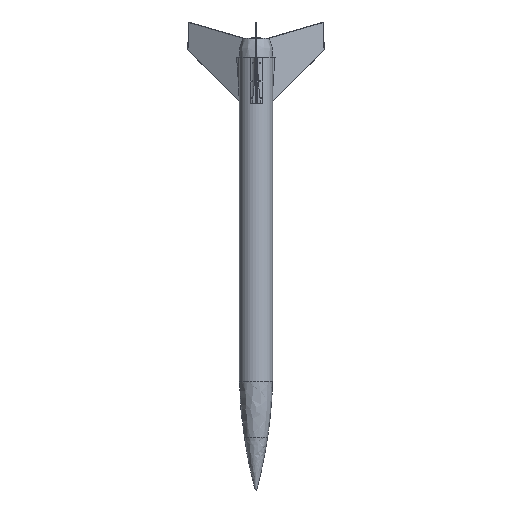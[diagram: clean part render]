
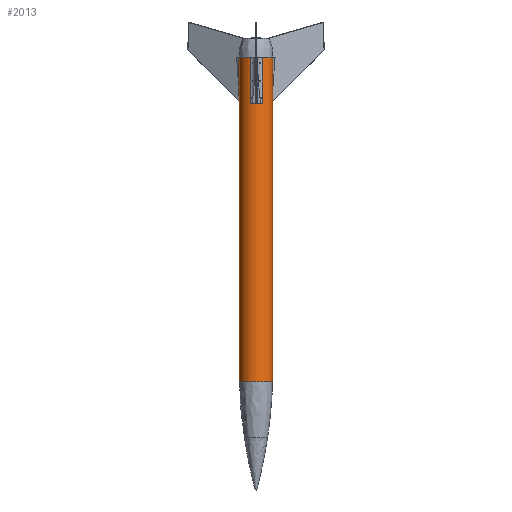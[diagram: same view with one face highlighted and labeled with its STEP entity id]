
A CAD part, left-side view. The second image highlights one B-rep face of the part: STEP entity #2013.
In plain terms, the highlighted cylindrical face has radius 60 mm (diameter 120 mm), a full revolution.
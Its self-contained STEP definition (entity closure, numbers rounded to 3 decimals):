
#130=FACE_BOUND('',#433,.T.);
#299=FACE_OUTER_BOUND('',#432,.T.);
#432=EDGE_LOOP('',(#1685,#1686,#1687,#1688));
#433=EDGE_LOOP('',(#1689,#1690,#1691,#1692,#1693,#1694,#1695,#1696));
#533=CIRCLE('',#2276,60.);
#535=CIRCLE('',#2282,60.);
#538=CIRCLE('',#2288,60.);
#539=CIRCLE('',#2289,60.);
#616=B_SPLINE_CURVE_WITH_KNOTS('',3,(#5024,#5025,#5026,#5027,#5028,#5029,
#5030,#5031,#5032,#5033,#5034,#5035,#5036,#5037),.UNSPECIFIED.,.F.,.F.,
(4,2,2,2,2,2,4),(0.866,1.135,1.404,1.593,
1.687,1.782,1.782),.UNSPECIFIED.);
#618=B_SPLINE_CURVE_WITH_KNOTS('',3,(#5063,#5064,#5065,#5066,#5067,#5068,
#5069,#5070,#5071,#5072,#5073,#5074,#5075,#5076,#5077),.UNSPECIFIED.,.F.,
 .F.,(4,3,2,2,2,2,4),(0.,0.,0.094,0.189,
0.378,0.647,0.915),.UNSPECIFIED.);
#620=B_SPLINE_CURVE_WITH_KNOTS('',3,(#5103,#5104,#5105,#5106,#5107,#5108,
#5109,#5110,#5111,#5112,#5113,#5114,#5115,#5116),.UNSPECIFIED.,.F.,.F.,
(4,2,2,2,2,2,4),(1.782,1.782,1.876,1.97,
2.159,2.428,2.697),.UNSPECIFIED.);
#622=B_SPLINE_CURVE_WITH_KNOTS('',3,(#5138,#5139,#5140,#5141,#5142,#5143,
#5144,#5145,#5146,#5147,#5148,#5149,#5150,#5151),.UNSPECIFIED.,.F.,.F.,
(4,2,2,2,2,2,4),(-0.915,-0.915,-0.647,
-0.378,-0.189,-0.094,0.),
 .UNSPECIFIED.);
#725=LINE('',#5005,#836);
#731=LINE('',#5083,#842);
#736=LINE('',#5162,#847);
#836=VECTOR('',#2660,10.);
#842=VECTOR('',#2678,10.);
#847=VECTOR('',#2703,60.);
#979=VERTEX_POINT('',#5002);
#980=VERTEX_POINT('',#5004);
#982=VERTEX_POINT('',#5023);
#984=VERTEX_POINT('',#5042);
#986=VERTEX_POINT('',#5062);
#988=VERTEX_POINT('',#5082);
#990=VERTEX_POINT('',#5101);
#992=VERTEX_POINT('',#5120);
#995=VERTEX_POINT('',#5159);
#996=VERTEX_POINT('',#5161);
#1217=EDGE_CURVE('',#980,#979,#725,.T.);
#1220=EDGE_CURVE('',#982,#980,#616,.T.);
#1223=EDGE_CURVE('',#984,#982,#533,.T.);
#1226=EDGE_CURVE('',#986,#984,#618,.T.);
#1229=EDGE_CURVE('',#988,#986,#731,.T.);
#1233=EDGE_CURVE('',#979,#990,#620,.T.);
#1236=EDGE_CURVE('',#990,#992,#535,.T.);
#1238=EDGE_CURVE('',#992,#988,#622,.T.);
#1242=EDGE_CURVE('',#995,#995,#538,.T.);
#1243=EDGE_CURVE('',#995,#996,#736,.T.);
#1244=EDGE_CURVE('',#996,#996,#539,.T.);
#1685=ORIENTED_EDGE('',*,*,#1242,.F.);
#1686=ORIENTED_EDGE('',*,*,#1243,.T.);
#1687=ORIENTED_EDGE('',*,*,#1244,.F.);
#1688=ORIENTED_EDGE('',*,*,#1243,.F.);
#1689=ORIENTED_EDGE('',*,*,#1229,.T.);
#1690=ORIENTED_EDGE('',*,*,#1226,.T.);
#1691=ORIENTED_EDGE('',*,*,#1223,.T.);
#1692=ORIENTED_EDGE('',*,*,#1220,.T.);
#1693=ORIENTED_EDGE('',*,*,#1217,.T.);
#1694=ORIENTED_EDGE('',*,*,#1233,.T.);
#1695=ORIENTED_EDGE('',*,*,#1236,.T.);
#1696=ORIENTED_EDGE('',*,*,#1238,.T.);
#1921=CYLINDRICAL_SURFACE('',#2287,60.);
#2013=ADVANCED_FACE('',(#299,#130),#1921,.T.);
#2276=AXIS2_PLACEMENT_3D('',#5043,#2669,#2670);
#2282=AXIS2_PLACEMENT_3D('',#5122,#2688,#2689);
#2287=AXIS2_PLACEMENT_3D('',#5158,#2699,#2700);
#2288=AXIS2_PLACEMENT_3D('',#5160,#2701,#2702);
#2289=AXIS2_PLACEMENT_3D('',#5163,#2704,#2705);
#2660=DIRECTION('',(0.,0.,-1.));
#2669=DIRECTION('center_axis',(0.,0.,1.));
#2670=DIRECTION('ref_axis',(1.,0.,0.));
#2678=DIRECTION('',(0.,0.,1.));
#2688=DIRECTION('center_axis',(0.,0.,-1.));
#2689=DIRECTION('ref_axis',(1.,0.,0.));
#2699=DIRECTION('center_axis',(0.,0.,-1.));
#2700=DIRECTION('ref_axis',(1.,0.,0.));
#2701=DIRECTION('center_axis',(0.,0.,-1.));
#2702=DIRECTION('ref_axis',(1.,0.,0.));
#2703=DIRECTION('',(0.,0.,1.));
#2704=DIRECTION('center_axis',(0.,0.,1.));
#2705=DIRECTION('ref_axis',(1.,0.,0.));
#5002=CARTESIAN_POINT('',(39.686,45.,-670.));
#5004=CARTESIAN_POINT('',(39.686,45.,-455.));
#5005=CARTESIAN_POINT('',(39.686,45.,0.));
#5023=CARTESIAN_POINT('',(44.721,40.,-450.));
#5024=CARTESIAN_POINT('Ctrl Pts',(44.721,40.,-450.));
#5025=CARTESIAN_POINT('Ctrl Pts',(44.124,40.668,-450.));
#5026=CARTESIAN_POINT('Ctrl Pts',(43.462,41.375,-450.14));
#5027=CARTESIAN_POINT('Ctrl Pts',(42.179,42.682,-450.72));
#5028=CARTESIAN_POINT('Ctrl Pts',(41.557,43.284,-451.159));
#5029=CARTESIAN_POINT('Ctrl Pts',(40.681,44.105,-452.1));
#5030=CARTESIAN_POINT('Ctrl Pts',(40.329,44.426,-452.596));
#5031=CARTESIAN_POINT('Ctrl Pts',(39.954,44.762,-453.447));
#5032=CARTESIAN_POINT('Ctrl Pts',(39.855,44.851,-453.748));
#5033=CARTESIAN_POINT('Ctrl Pts',(39.721,44.97,-454.367));
#5034=CARTESIAN_POINT('Ctrl Pts',(39.686,45.,-454.685));
#5035=CARTESIAN_POINT('Ctrl Pts',(39.686,45.,-455.));
#5036=CARTESIAN_POINT('Ctrl Pts',(39.686,45.,-455.));
#5037=CARTESIAN_POINT('Ctrl Pts',(39.686,45.,-455.));
#5042=CARTESIAN_POINT('',(44.721,-40.,-450.));
#5043=CARTESIAN_POINT('Origin',(0.,0.,-450.));
#5062=CARTESIAN_POINT('',(39.686,-45.,-455.));
#5063=CARTESIAN_POINT('Ctrl Pts',(39.686,-45.,-455.));
#5064=CARTESIAN_POINT('Ctrl Pts',(39.686,-45.,-455.));
#5065=CARTESIAN_POINT('Ctrl Pts',(39.686,-45.,-455.));
#5066=CARTESIAN_POINT('Ctrl Pts',(39.686,-45.,-455.));
#5067=CARTESIAN_POINT('Ctrl Pts',(39.686,-45.,-454.685));
#5068=CARTESIAN_POINT('Ctrl Pts',(39.721,-44.97,-454.367));
#5069=CARTESIAN_POINT('Ctrl Pts',(39.855,-44.851,-453.748));
#5070=CARTESIAN_POINT('Ctrl Pts',(39.954,-44.762,-453.447));
#5071=CARTESIAN_POINT('Ctrl Pts',(40.329,-44.426,-452.596));
#5072=CARTESIAN_POINT('Ctrl Pts',(40.681,-44.105,-452.1));
#5073=CARTESIAN_POINT('Ctrl Pts',(41.557,-43.284,-451.159));
#5074=CARTESIAN_POINT('Ctrl Pts',(42.179,-42.682,-450.72));
#5075=CARTESIAN_POINT('Ctrl Pts',(43.462,-41.375,-450.14));
#5076=CARTESIAN_POINT('Ctrl Pts',(44.124,-40.668,-450.));
#5077=CARTESIAN_POINT('Ctrl Pts',(44.721,-40.,-450.));
#5082=CARTESIAN_POINT('',(39.686,-45.,-670.));
#5083=CARTESIAN_POINT('',(39.686,-45.,0.));
#5101=CARTESIAN_POINT('',(44.721,40.,-675.));
#5103=CARTESIAN_POINT('Ctrl Pts',(39.686,45.,-670.));
#5104=CARTESIAN_POINT('Ctrl Pts',(39.686,45.,-670.));
#5105=CARTESIAN_POINT('Ctrl Pts',(39.686,45.,-670.));
#5106=CARTESIAN_POINT('Ctrl Pts',(39.686,45.,-670.315));
#5107=CARTESIAN_POINT('Ctrl Pts',(39.721,44.97,-670.633));
#5108=CARTESIAN_POINT('Ctrl Pts',(39.855,44.851,-671.252));
#5109=CARTESIAN_POINT('Ctrl Pts',(39.954,44.762,-671.553));
#5110=CARTESIAN_POINT('Ctrl Pts',(40.329,44.426,-672.404));
#5111=CARTESIAN_POINT('Ctrl Pts',(40.681,44.105,-672.9));
#5112=CARTESIAN_POINT('Ctrl Pts',(41.557,43.284,-673.841));
#5113=CARTESIAN_POINT('Ctrl Pts',(42.179,42.682,-674.28));
#5114=CARTESIAN_POINT('Ctrl Pts',(43.462,41.375,-674.86));
#5115=CARTESIAN_POINT('Ctrl Pts',(44.124,40.668,-675.));
#5116=CARTESIAN_POINT('Ctrl Pts',(44.721,40.,-675.));
#5120=CARTESIAN_POINT('',(44.721,-40.,-675.));
#5122=CARTESIAN_POINT('Origin',(0.,0.,-675.));
#5138=CARTESIAN_POINT('Ctrl Pts',(44.721,-40.,-675.));
#5139=CARTESIAN_POINT('Ctrl Pts',(44.721,-40.,-675.));
#5140=CARTESIAN_POINT('Ctrl Pts',(44.721,-40.,-675.));
#5141=CARTESIAN_POINT('Ctrl Pts',(44.124,-40.668,-675.));
#5142=CARTESIAN_POINT('Ctrl Pts',(43.462,-41.375,-674.86));
#5143=CARTESIAN_POINT('Ctrl Pts',(42.179,-42.682,-674.28));
#5144=CARTESIAN_POINT('Ctrl Pts',(41.557,-43.284,-673.841));
#5145=CARTESIAN_POINT('Ctrl Pts',(40.681,-44.105,-672.9));
#5146=CARTESIAN_POINT('Ctrl Pts',(40.329,-44.426,-672.404));
#5147=CARTESIAN_POINT('Ctrl Pts',(39.954,-44.762,-671.553));
#5148=CARTESIAN_POINT('Ctrl Pts',(39.855,-44.851,-671.252));
#5149=CARTESIAN_POINT('Ctrl Pts',(39.721,-44.97,-670.633));
#5150=CARTESIAN_POINT('Ctrl Pts',(39.686,-45.,-670.315));
#5151=CARTESIAN_POINT('Ctrl Pts',(39.686,-45.,-670.));
#5158=CARTESIAN_POINT('Origin',(0.,0.,0.));
#5159=CARTESIAN_POINT('',(-60.,0.,-1169.));
#5160=CARTESIAN_POINT('Origin',(0.,0.,-1169.));
#5161=CARTESIAN_POINT('',(-60.,0.,0.));
#5162=CARTESIAN_POINT('',(-60.,0.,0.));
#5163=CARTESIAN_POINT('Origin',(0.,0.,0.));
